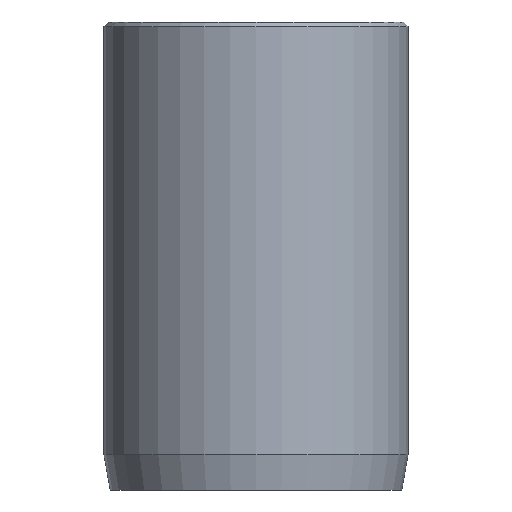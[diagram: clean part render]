
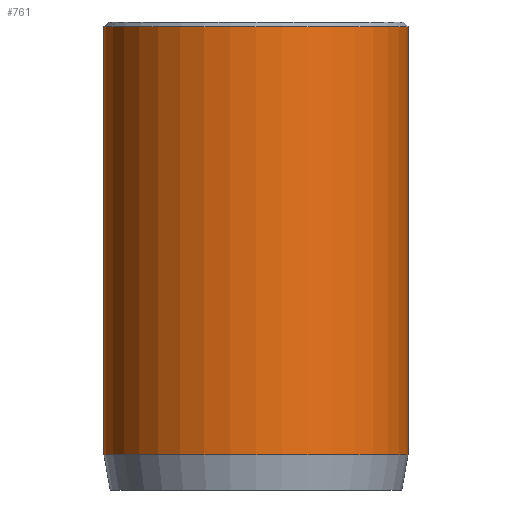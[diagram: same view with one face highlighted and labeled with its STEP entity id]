
A CAD part, front view. The second image highlights one B-rep face of the part: STEP entity #761.
In plain terms, the highlighted cylindrical face has radius 6.5 mm (diameter 13 mm), a partial arc.
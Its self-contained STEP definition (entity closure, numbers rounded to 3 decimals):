
#10 = VECTOR ( 'NONE', #932, 1000. ) ;
#38 = LINE ( 'NONE', #950, #10 ) ;
#95 = VERTEX_POINT ( 'NONE', #877 ) ;
#99 = CARTESIAN_POINT ( 'NONE',  ( -6.5, 0., 1.5 ) ) ;
#107 = ORIENTED_EDGE ( 'NONE', *, *, #597, .T. ) ;
#116 = CARTESIAN_POINT ( 'NONE',  ( 0., 0., 1.5 ) ) ;
#118 = CYLINDRICAL_SURFACE ( 'NONE', #1222, 6.5 ) ;
#124 = CARTESIAN_POINT ( 'NONE',  ( 0., 0., 20. ) ) ;
#170 = DIRECTION ( 'NONE',  ( 0., 0., -1. ) ) ;
#171 = VECTOR ( 'NONE', #296, 1000. ) ;
#192 = ORIENTED_EDGE ( 'NONE', *, *, #1017, .F. ) ;
#227 = DIRECTION ( 'NONE',  ( 1., 0., 0. ) ) ;
#268 = CIRCLE ( 'NONE', #530, 6.5 ) ;
#296 = DIRECTION ( 'NONE',  ( 0., 0., -1. ) ) ;
#354 = EDGE_LOOP ( 'NONE', ( #192, #438, #107, #467 ) ) ;
#387 = DIRECTION ( 'NONE',  ( -1., 0., 0. ) ) ;
#438 = ORIENTED_EDGE ( 'NONE', *, *, #935, .T. ) ;
#467 = ORIENTED_EDGE ( 'NONE', *, *, #1129, .T. ) ;
#490 = DIRECTION ( 'NONE',  ( 0., 0., -1. ) ) ;
#530 = AXIS2_PLACEMENT_3D ( 'NONE', #1036, #490, #1138 ) ;
#543 = VERTEX_POINT ( 'NONE', #99 ) ;
#597 = EDGE_CURVE ( 'NONE', #994, #543, #38, .T. ) ;
#617 = CIRCLE ( 'NONE', #1228, 6.5 ) ;
#708 = CARTESIAN_POINT ( 'NONE',  ( 6.5, 0., 20. ) ) ;
#714 = LINE ( 'NONE', #708, #171 ) ;
#761 = ADVANCED_FACE ( 'NONE', ( #948 ), #118, .T. ) ;
#818 = DIRECTION ( 'NONE',  ( 0., 0., 1. ) ) ;
#877 = CARTESIAN_POINT ( 'NONE',  ( 6.5, 0., 19.8 ) ) ;
#929 = VERTEX_POINT ( 'NONE', #1215 ) ;
#932 = DIRECTION ( 'NONE',  ( 0., 0., -1. ) ) ;
#935 = EDGE_CURVE ( 'NONE', #95, #994, #268, .T. ) ;
#948 = FACE_OUTER_BOUND ( 'NONE', #354, .T. ) ;
#950 = CARTESIAN_POINT ( 'NONE',  ( -6.5, 0., 20. ) ) ;
#994 = VERTEX_POINT ( 'NONE', #1221 ) ;
#1017 = EDGE_CURVE ( 'NONE', #95, #929, #714, .T. ) ;
#1036 = CARTESIAN_POINT ( 'NONE',  ( 0., 0., 19.8 ) ) ;
#1129 = EDGE_CURVE ( 'NONE', #543, #929, #617, .T. ) ;
#1138 = DIRECTION ( 'NONE',  ( 1., 0., 0. ) ) ;
#1215 = CARTESIAN_POINT ( 'NONE',  ( 6.5, 0., 1.5 ) ) ;
#1221 = CARTESIAN_POINT ( 'NONE',  ( -6.5, 0., 19.8 ) ) ;
#1222 = AXIS2_PLACEMENT_3D ( 'NONE', #124, #170, #387 ) ;
#1228 = AXIS2_PLACEMENT_3D ( 'NONE', #116, #818, #227 ) ;
